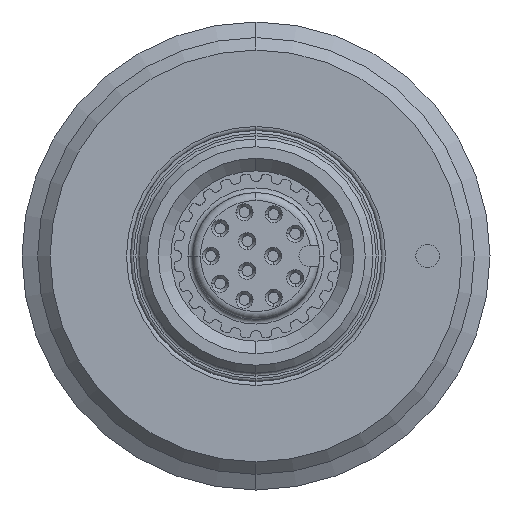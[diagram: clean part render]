
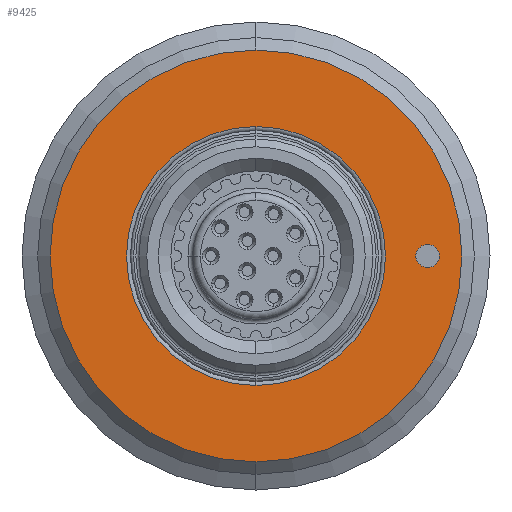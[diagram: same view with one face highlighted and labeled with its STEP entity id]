
A CAD part, left-side view. The second image highlights one B-rep face of the part: STEP entity #9425.
In plain terms, the highlighted planar face has unit normal (-1, 0, 0).
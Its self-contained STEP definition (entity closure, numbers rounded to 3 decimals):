
#692 = VERTEX_POINT ( 'NONE', #3770 ) ;
#1266 = AXIS2_PLACEMENT_3D ( 'NONE', #14227, #15696, #15873 ) ;
#1301 = AXIS2_PLACEMENT_3D ( 'NONE', #7814, #13420, #15232 ) ;
#1373 = AXIS2_PLACEMENT_3D ( 'NONE', #2558, #13731, #3164 ) ;
#1557 = CIRCLE ( 'NONE', #12983, 8.3 ) ;
#1875 = ORIENTED_EDGE ( 'NONE', *, *, #3078, .F. ) ;
#1987 = ORIENTED_EDGE ( 'NONE', *, *, #5004, .T. ) ;
#2234 = PLANE ( 'NONE',  #1301 ) ;
#2558 = CARTESIAN_POINT ( 'NONE',  ( -66.5, -11., 0. ) ) ;
#2897 = DIRECTION ( 'NONE',  ( 1., 0., 0. ) ) ;
#3078 = EDGE_CURVE ( 'NONE', #5255, #17948, #17964, .T. ) ;
#3142 = CARTESIAN_POINT ( 'NONE',  ( -66.5, -11., 0.75 ) ) ;
#3164 = DIRECTION ( 'NONE',  ( 0., 0., 1. ) ) ;
#3770 = CARTESIAN_POINT ( 'NONE',  ( -66.5, 0., 13.2 ) ) ;
#3838 = EDGE_CURVE ( 'NONE', #692, #6045, #6270, .T. ) ;
#3970 = EDGE_CURVE ( 'NONE', #5276, #13686, #1557, .T. ) ;
#4535 = DIRECTION ( 'NONE',  ( 1., 0., 0. ) ) ;
#4620 = DIRECTION ( 'NONE',  ( 0., 0., -1. ) ) ;
#4659 = EDGE_LOOP ( 'NONE', ( #13904, #1987 ) ) ;
#5004 = EDGE_CURVE ( 'NONE', #13686, #5276, #11183, .T. ) ;
#5255 = VERTEX_POINT ( 'NONE', #17832 ) ;
#5276 = VERTEX_POINT ( 'NONE', #13509 ) ;
#5491 = DIRECTION ( 'NONE',  ( 0., 0., -1. ) ) ;
#6045 = VERTEX_POINT ( 'NONE', #16757 ) ;
#6270 = CIRCLE ( 'NONE', #10084, 13.2 ) ;
#6822 = DIRECTION ( 'NONE',  ( 1., 0., 0. ) ) ;
#7805 = ORIENTED_EDGE ( 'NONE', *, *, #10531, .F. ) ;
#7814 = CARTESIAN_POINT ( 'NONE',  ( -66.5, 13.2, 0. ) ) ;
#8160 = CARTESIAN_POINT ( 'NONE',  ( -66.5, 0., 8.3 ) ) ;
#8169 = FACE_BOUND ( 'NONE', #13460, .T. ) ;
#8418 = DIRECTION ( 'NONE',  ( 1., 0., 0. ) ) ;
#9075 = EDGE_LOOP ( 'NONE', ( #7805, #16374 ) ) ;
#9425 = ADVANCED_FACE ( 'NONE', ( #8169, #13768, #17548 ), #2234, .F. ) ;
#10084 = AXIS2_PLACEMENT_3D ( 'NONE', #13794, #2897, #12444 ) ;
#10303 = AXIS2_PLACEMENT_3D ( 'NONE', #17972, #8418, #5491 ) ;
#10531 = EDGE_CURVE ( 'NONE', #6045, #692, #15701, .T. ) ;
#11067 = DIRECTION ( 'NONE',  ( 0., 0., -1. ) ) ;
#11183 = CIRCLE ( 'NONE', #10303, 8.3 ) ;
#11662 = ORIENTED_EDGE ( 'NONE', *, *, #17425, .F. ) ;
#12444 = DIRECTION ( 'NONE',  ( 0., 0., -1. ) ) ;
#12538 = CARTESIAN_POINT ( 'NONE',  ( -66.5, 0., 0. ) ) ;
#12983 = AXIS2_PLACEMENT_3D ( 'NONE', #14525, #4535, #4620 ) ;
#13074 = AXIS2_PLACEMENT_3D ( 'NONE', #12538, #6822, #11067 ) ;
#13420 = DIRECTION ( 'NONE',  ( 1., 0., 0. ) ) ;
#13460 = EDGE_LOOP ( 'NONE', ( #11662, #1875 ) ) ;
#13509 = CARTESIAN_POINT ( 'NONE',  ( -66.5, 0., -8.3 ) ) ;
#13686 = VERTEX_POINT ( 'NONE', #8160 ) ;
#13731 = DIRECTION ( 'NONE',  ( -1., 0., 0. ) ) ;
#13768 = FACE_OUTER_BOUND ( 'NONE', #9075, .T. ) ;
#13794 = CARTESIAN_POINT ( 'NONE',  ( -66.5, 0., 0. ) ) ;
#13904 = ORIENTED_EDGE ( 'NONE', *, *, #3970, .T. ) ;
#14227 = CARTESIAN_POINT ( 'NONE',  ( -66.5, -11., 0. ) ) ;
#14525 = CARTESIAN_POINT ( 'NONE',  ( -66.5, 0., 0. ) ) ;
#15232 = DIRECTION ( 'NONE',  ( 0., 0., -1. ) ) ;
#15696 = DIRECTION ( 'NONE',  ( -1., 0., 0. ) ) ;
#15701 = CIRCLE ( 'NONE', #13074, 13.2 ) ;
#15873 = DIRECTION ( 'NONE',  ( 0., 0., 1. ) ) ;
#16374 = ORIENTED_EDGE ( 'NONE', *, *, #3838, .F. ) ;
#16757 = CARTESIAN_POINT ( 'NONE',  ( -66.5, 0., -13.2 ) ) ;
#17425 = EDGE_CURVE ( 'NONE', #17948, #5255, #17471, .T. ) ;
#17471 = CIRCLE ( 'NONE', #1373, 0.75 ) ;
#17548 = FACE_BOUND ( 'NONE', #4659, .T. ) ;
#17832 = CARTESIAN_POINT ( 'NONE',  ( -66.5, -11., -0.75 ) ) ;
#17948 = VERTEX_POINT ( 'NONE', #3142 ) ;
#17964 = CIRCLE ( 'NONE', #1266, 0.75 ) ;
#17972 = CARTESIAN_POINT ( 'NONE',  ( -66.5, 0., 0. ) ) ;
